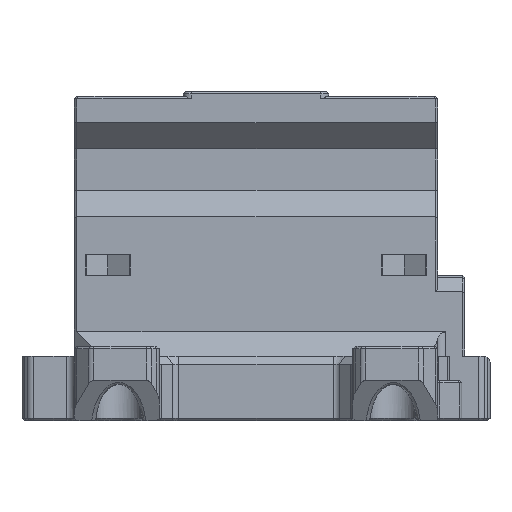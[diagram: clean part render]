
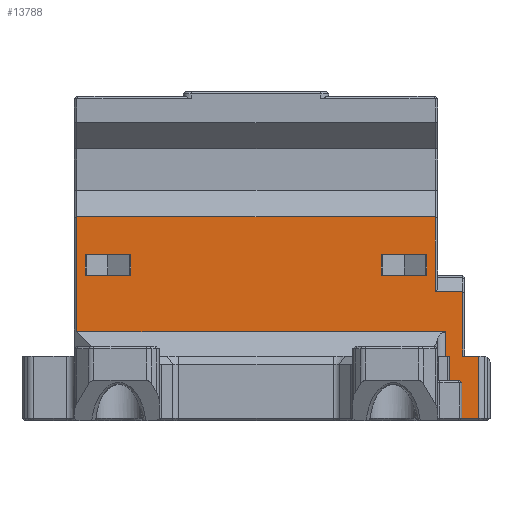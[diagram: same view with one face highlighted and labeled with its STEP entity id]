
A CAD part, front view. The second image highlights one B-rep face of the part: STEP entity #13788.
In plain terms, the highlighted planar face has unit normal (0, -1, 0).
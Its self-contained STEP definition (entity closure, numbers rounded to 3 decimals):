
#78=FACE_BOUND('',#1835,.T.);
#79=FACE_BOUND('',#1836,.T.);
#1058=FACE_OUTER_BOUND('',#1834,.T.);
#1834=EDGE_LOOP('',(#12287,#12288,#12289,#12290,#12291,#12292,#12293,#12294,
#12295,#12296));
#1835=EDGE_LOOP('',(#12297,#12298,#12299,#12300));
#1836=EDGE_LOOP('',(#12301,#12302,#12303,#12304));
#2887=LINE('',#20551,#4328);
#2888=LINE('',#20554,#4329);
#2889=LINE('',#20557,#4330);
#2890=LINE('',#20560,#4331);
#2893=LINE('',#20568,#4334);
#3338=LINE('',#22839,#4779);
#3342=LINE('',#22846,#4783);
#3422=LINE('',#23291,#4863);
#3725=LINE('',#25245,#5166);
#3798=LINE('',#25412,#5239);
#3801=LINE('',#25417,#5242);
#3816=LINE('',#25447,#5257);
#3817=LINE('',#25449,#5258);
#3818=LINE('',#25451,#5259);
#3819=LINE('',#25452,#5260);
#3820=LINE('',#25455,#5261);
#3821=LINE('',#25456,#5262);
#3822=LINE('',#25457,#5263);
#4328=VECTOR('',#16045,1000.);
#4329=VECTOR('',#16048,1000.);
#4330=VECTOR('',#16053,1000.);
#4331=VECTOR('',#16056,1000.);
#4334=VECTOR('',#16063,10.);
#4779=VECTOR('',#17436,1000.);
#4783=VECTOR('',#17442,1000.);
#4863=VECTOR('',#17658,1000.);
#5166=VECTOR('',#18621,1000.);
#5239=VECTOR('',#18808,10.);
#5242=VECTOR('',#18813,10.);
#5257=VECTOR('',#18848,10.);
#5258=VECTOR('',#18849,10.);
#5259=VECTOR('',#18850,10.);
#5260=VECTOR('',#18851,1000.);
#5261=VECTOR('',#18852,1000.);
#5262=VECTOR('',#18853,10.);
#5263=VECTOR('',#18854,1000.);
#5856=VERTEX_POINT('',#20500);
#5864=VERTEX_POINT('',#20527);
#5865=VERTEX_POINT('',#20549);
#5866=VERTEX_POINT('',#20553);
#5867=VERTEX_POINT('',#20559);
#5870=VERTEX_POINT('',#20567);
#6208=VERTEX_POINT('',#22837);
#6209=VERTEX_POINT('',#22842);
#6210=VERTEX_POINT('',#22844);
#6297=VERTEX_POINT('',#23288);
#6298=VERTEX_POINT('',#23290);
#6484=VERTEX_POINT('',#25237);
#6487=VERTEX_POINT('',#25243);
#6524=VERTEX_POINT('',#25411);
#6531=VERTEX_POINT('',#25448);
#6532=VERTEX_POINT('',#25450);
#6533=VERTEX_POINT('',#25453);
#6534=VERTEX_POINT('',#25454);
#7201=EDGE_CURVE('',#5865,#5856,#2887,.T.);
#7202=EDGE_CURVE('',#5866,#5865,#2888,.T.);
#7204=EDGE_CURVE('',#5864,#5866,#2889,.T.);
#7205=EDGE_CURVE('',#5867,#5864,#2890,.T.);
#7209=EDGE_CURVE('',#5870,#5867,#2893,.T.);
#7845=EDGE_CURVE('',#5856,#6208,#3338,.T.);
#7849=EDGE_CURVE('',#6209,#6210,#3342,.T.);
#7973=EDGE_CURVE('',#6297,#6298,#3422,.T.);
#8396=EDGE_CURVE('',#6484,#6487,#3725,.T.);
#8480=EDGE_CURVE('',#6524,#6484,#3798,.T.);
#8483=EDGE_CURVE('',#6208,#6524,#3801,.T.);
#8498=EDGE_CURVE('',#5870,#6487,#3816,.T.);
#8499=EDGE_CURVE('',#6210,#6531,#3817,.T.);
#8500=EDGE_CURVE('',#6531,#6532,#3818,.T.);
#8501=EDGE_CURVE('',#6209,#6532,#3819,.T.);
#8502=EDGE_CURVE('',#6533,#6534,#3820,.T.);
#8503=EDGE_CURVE('',#6534,#6298,#3821,.T.);
#8504=EDGE_CURVE('',#6533,#6297,#3822,.T.);
#12287=ORIENTED_EDGE('',*,*,#7209,.T.);
#12288=ORIENTED_EDGE('',*,*,#7205,.T.);
#12289=ORIENTED_EDGE('',*,*,#7204,.T.);
#12290=ORIENTED_EDGE('',*,*,#7202,.T.);
#12291=ORIENTED_EDGE('',*,*,#7201,.T.);
#12292=ORIENTED_EDGE('',*,*,#7845,.T.);
#12293=ORIENTED_EDGE('',*,*,#8483,.T.);
#12294=ORIENTED_EDGE('',*,*,#8480,.T.);
#12295=ORIENTED_EDGE('',*,*,#8396,.T.);
#12296=ORIENTED_EDGE('',*,*,#8498,.F.);
#12297=ORIENTED_EDGE('',*,*,#7849,.T.);
#12298=ORIENTED_EDGE('',*,*,#8499,.T.);
#12299=ORIENTED_EDGE('',*,*,#8500,.T.);
#12300=ORIENTED_EDGE('',*,*,#8501,.F.);
#12301=ORIENTED_EDGE('',*,*,#8502,.T.);
#12302=ORIENTED_EDGE('',*,*,#8503,.T.);
#12303=ORIENTED_EDGE('',*,*,#7973,.F.);
#12304=ORIENTED_EDGE('',*,*,#8504,.F.);
#13039=PLANE('',#15042);
#13788=ADVANCED_FACE('',(#1058,#78,#79),#13039,.F.);
#15042=AXIS2_PLACEMENT_3D('',#25446,#18846,#18847);
#16045=DIRECTION('',(0.,0.,1.));
#16048=DIRECTION('',(-1.,0.,0.));
#16053=DIRECTION('',(0.,0.,1.));
#16056=DIRECTION('',(1.,0.,0.));
#16063=DIRECTION('',(0.,0.,-1.));
#17436=DIRECTION('',(-1.,0.,0.));
#17442=DIRECTION('',(0.,0.,-1.));
#17658=DIRECTION('',(0.,0.,-1.));
#18621=DIRECTION('',(0.,0.,-1.));
#18808=DIRECTION('',(-1.,0.,0.));
#18813=DIRECTION('',(0.,0.,1.));
#18846=DIRECTION('center_axis',(0.,1.,0.));
#18847=DIRECTION('ref_axis',(0.,0.,
1.));
#18848=DIRECTION('',(-1.,0.,0.));
#18849=DIRECTION('',(-1.,0.,0.));
#18850=DIRECTION('',(0.,0.,1.));
#18851=DIRECTION('',(-1.,0.,0.));
#18852=DIRECTION('',(0.,0.,-1.));
#18853=DIRECTION('',(-1.,0.,0.));
#18854=DIRECTION('',(-1.,0.,0.));
#20500=CARTESIAN_POINT('',(25.6,-7.,16.));
#20527=CARTESIAN_POINT('',(27.586,-7.,0.3));
#20549=CARTESIAN_POINT('',(25.6,-7.,8.));
#20551=CARTESIAN_POINT('',(25.6,-7.,16.));
#20553=CARTESIAN_POINT('',(27.586,-7.,8.));
#20554=CARTESIAN_POINT('',(29.,-7.,8.));
#20557=CARTESIAN_POINT('',(27.586,-7.,8.));
#20559=CARTESIAN_POINT('',(23.5,-7.,0.3));
#20560=CARTESIAN_POINT('',(-22.5,-7.,0.3));
#20567=CARTESIAN_POINT('',(23.5,-7.,11.));
#20568=CARTESIAN_POINT('',(23.5,-7.,35.2));
#22837=CARTESIAN_POINT('',(22.2,-7.,16.));
#22839=CARTESIAN_POINT('',(-22.5,-7.,16.));
#22842=CARTESIAN_POINT('',(21.15,-7.,20.6));
#22844=CARTESIAN_POINT('',(21.15,-7.,18.));
#22846=CARTESIAN_POINT('',(21.15,-7.,22.6));
#23288=CARTESIAN_POINT('',(-21.15,-7.,20.6));
#23290=CARTESIAN_POINT('',(-21.15,-7.,18.));
#23291=CARTESIAN_POINT('',(-21.15,-7.,22.6));
#25237=CARTESIAN_POINT('',(-22.2,-7.,25.262));
#25243=CARTESIAN_POINT('',(-22.2,-7.,11.));
#25245=CARTESIAN_POINT('',(-22.2,-7.,35.2));
#25411=CARTESIAN_POINT('',(22.2,-7.,25.262));
#25412=CARTESIAN_POINT('',(0.,-7.,25.262));
#25417=CARTESIAN_POINT('',(22.2,-7.,35.2));
#25446=CARTESIAN_POINT('Origin',(-22.5,-7.,35.2));
#25447=CARTESIAN_POINT('',(-11.25,-7.,11.));
#25448=CARTESIAN_POINT('',(15.55,-7.,18.));
#25449=CARTESIAN_POINT('',(-0.675,-7.,18.));
#25450=CARTESIAN_POINT('',(15.55,-7.,20.6));
#25451=CARTESIAN_POINT('',(15.55,-7.,27.6));
#25452=CARTESIAN_POINT('',(21.15,-7.,20.6));
#25453=CARTESIAN_POINT('',(-15.55,-7.,20.6));
#25454=CARTESIAN_POINT('',(-15.55,-7.,18.));
#25455=CARTESIAN_POINT('',(-15.55,-7.,22.6));
#25456=CARTESIAN_POINT('',(-21.825,-7.,18.));
#25457=CARTESIAN_POINT('',(-21.15,-7.,20.6));
